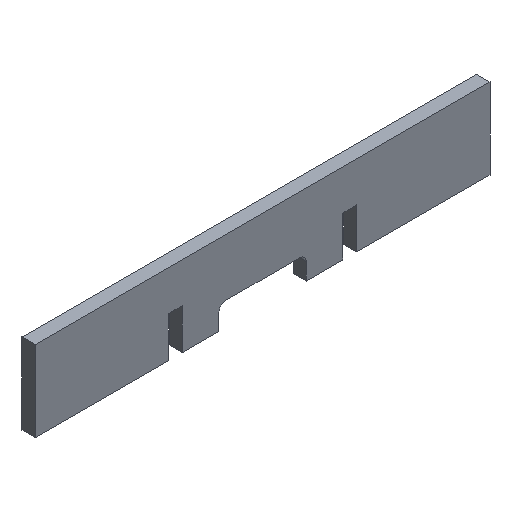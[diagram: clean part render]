
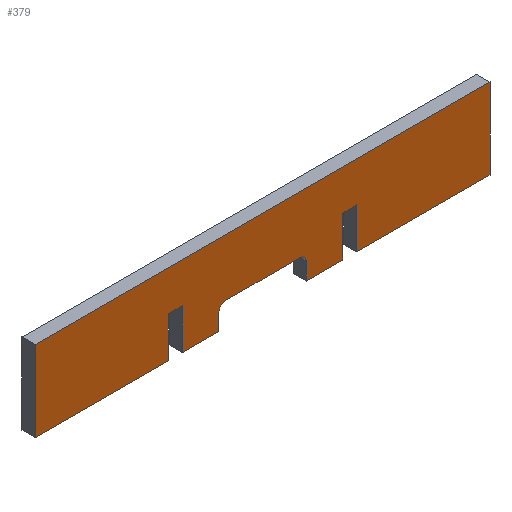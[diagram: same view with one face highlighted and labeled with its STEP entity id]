
A CAD part, isometric view. The second image highlights one B-rep face of the part: STEP entity #379.
In plain terms, the highlighted planar face has unit normal (0, -1, 0).
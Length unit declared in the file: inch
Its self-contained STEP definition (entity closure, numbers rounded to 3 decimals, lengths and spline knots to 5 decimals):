
#19=CIRCLE('',#422,0.25);
#20=CIRCLE('',#423,0.25);
#23=FACE_OUTER_BOUND('',#43,.T.);
#43=EDGE_LOOP('',(#273,#274,#275,#276,#277,#278,#279,#280,#281,#282,#283,
#284,#285,#286,#287,#288,#289,#290));
#62=LINE('',#547,#112);
#80=LINE('',#588,#130);
#81=LINE('',#590,#131);
#82=LINE('',#592,#132);
#83=LINE('',#594,#133);
#84=LINE('',#596,#134);
#85=LINE('',#598,#135);
#86=LINE('',#600,#136);
#87=LINE('',#602,#137);
#88=LINE('',#604,#138);
#89=LINE('',#606,#139);
#90=LINE('',#608,#140);
#91=LINE('',#610,#141);
#92=LINE('',#611,#142);
#93=LINE('',#613,#143);
#94=LINE('',#617,#144);
#112=VECTOR('',#446,39.37008);
#130=VECTOR('',#472,39.37008);
#131=VECTOR('',#473,39.37008);
#132=VECTOR('',#474,39.37008);
#133=VECTOR('',#475,39.37008);
#134=VECTOR('',#476,39.37008);
#135=VECTOR('',#477,39.37008);
#136=VECTOR('',#478,39.37008);
#137=VECTOR('',#479,39.37008);
#138=VECTOR('',#480,39.37008);
#139=VECTOR('',#481,39.37008);
#140=VECTOR('',#482,39.37008);
#141=VECTOR('',#483,39.37008);
#142=VECTOR('',#484,39.37008);
#143=VECTOR('',#485,39.37008);
#144=VECTOR('',#488,39.37008);
#161=VERTEX_POINT('',#543);
#163=VERTEX_POINT('',#546);
#181=VERTEX_POINT('',#586);
#182=VERTEX_POINT('',#587);
#183=VERTEX_POINT('',#589);
#184=VERTEX_POINT('',#591);
#185=VERTEX_POINT('',#593);
#186=VERTEX_POINT('',#595);
#187=VERTEX_POINT('',#597);
#188=VERTEX_POINT('',#599);
#189=VERTEX_POINT('',#601);
#190=VERTEX_POINT('',#603);
#191=VERTEX_POINT('',#605);
#192=VERTEX_POINT('',#607);
#193=VERTEX_POINT('',#609);
#194=VERTEX_POINT('',#612);
#195=VERTEX_POINT('',#614);
#196=VERTEX_POINT('',#616);
#198=EDGE_CURVE('',#161,#163,#62,.T.);
#218=EDGE_CURVE('',#181,#182,#80,.T.);
#219=EDGE_CURVE('',#183,#181,#81,.T.);
#220=EDGE_CURVE('',#183,#184,#82,.T.);
#221=EDGE_CURVE('',#184,#185,#83,.T.);
#222=EDGE_CURVE('',#185,#186,#84,.T.);
#223=EDGE_CURVE('',#187,#186,#85,.T.);
#224=EDGE_CURVE('',#187,#188,#86,.T.);
#225=EDGE_CURVE('',#188,#189,#87,.T.);
#226=EDGE_CURVE('',#189,#190,#88,.T.);
#227=EDGE_CURVE('',#191,#190,#89,.T.);
#228=EDGE_CURVE('',#191,#192,#90,.T.);
#229=EDGE_CURVE('',#192,#193,#91,.T.);
#230=EDGE_CURVE('',#193,#163,#92,.T.);
#231=EDGE_CURVE('',#161,#194,#93,.T.);
#232=EDGE_CURVE('',#194,#195,#19,.T.);
#233=EDGE_CURVE('',#195,#196,#94,.T.);
#234=EDGE_CURVE('',#196,#182,#20,.T.);
#273=ORIENTED_EDGE('',*,*,#218,.F.);
#274=ORIENTED_EDGE('',*,*,#219,.F.);
#275=ORIENTED_EDGE('',*,*,#220,.T.);
#276=ORIENTED_EDGE('',*,*,#221,.T.);
#277=ORIENTED_EDGE('',*,*,#222,.T.);
#278=ORIENTED_EDGE('',*,*,#223,.F.);
#279=ORIENTED_EDGE('',*,*,#224,.T.);
#280=ORIENTED_EDGE('',*,*,#225,.T.);
#281=ORIENTED_EDGE('',*,*,#226,.T.);
#282=ORIENTED_EDGE('',*,*,#227,.F.);
#283=ORIENTED_EDGE('',*,*,#228,.T.);
#284=ORIENTED_EDGE('',*,*,#229,.T.);
#285=ORIENTED_EDGE('',*,*,#230,.T.);
#286=ORIENTED_EDGE('',*,*,#198,.F.);
#287=ORIENTED_EDGE('',*,*,#231,.T.);
#288=ORIENTED_EDGE('',*,*,#232,.T.);
#289=ORIENTED_EDGE('',*,*,#233,.T.);
#290=ORIENTED_EDGE('',*,*,#234,.T.);
#361=PLANE('',#421);
#379=ADVANCED_FACE('',(#23),#361,.F.);
#421=AXIS2_PLACEMENT_3D('',#585,#470,#471);
#422=AXIS2_PLACEMENT_3D('',#615,#486,#487);
#423=AXIS2_PLACEMENT_3D('',#618,#489,#490);
#446=DIRECTION('',(-1.,0.,0.));
#470=DIRECTION('center_axis',(0.,1.,0.));
#471=DIRECTION('ref_axis',(0.,0.,1.));
#472=DIRECTION('',(0.,0.,1.));
#473=DIRECTION('',(-1.,0.,0.));
#474=DIRECTION('',(0.,0.,1.));
#475=DIRECTION('',(1.,0.,0.));
#476=DIRECTION('',(0.,0.,-1.));
#477=DIRECTION('',(-1.,0.,0.));
#478=DIRECTION('',(0.,0.,1.));
#479=DIRECTION('',(-1.,0.,0.));
#480=DIRECTION('',(0.,0.,-1.));
#481=DIRECTION('',(-1.,0.,0.));
#482=DIRECTION('',(0.,0.,1.));
#483=DIRECTION('',(1.,0.,0.));
#484=DIRECTION('',(0.,0.,-1.));
#485=DIRECTION('',(0.,0.,1.));
#486=DIRECTION('center_axis',(0.,1.,0.));
#487=DIRECTION('ref_axis',(0.,0.,1.));
#488=DIRECTION('',(1.,0.,0.));
#489=DIRECTION('center_axis',(0.,1.,0.));
#490=DIRECTION('ref_axis',(0.,0.,1.));
#543=CARTESIAN_POINT('',(-1.625,33.13,0.));
#546=CARTESIAN_POINT('',(-2.985,33.13,0.));
#547=CARTESIAN_POINT('',(174.16488,33.13,0.));
#585=CARTESIAN_POINT('Origin',(174.16488,33.13,1.5));
#586=CARTESIAN_POINT('',(1.625,33.13,0.));
#587=CARTESIAN_POINT('',(1.625,33.13,0.625));
#588=CARTESIAN_POINT('',(1.625,33.13,1.5));
#589=CARTESIAN_POINT('',(2.985,33.13,0.));
#590=CARTESIAN_POINT('',(174.16488,33.13,0.));
#591=CARTESIAN_POINT('',(2.985,33.13,1.515));
#592=CARTESIAN_POINT('',(2.985,33.13,1.5));
#593=CARTESIAN_POINT('',(3.505,33.13,1.515));
#594=CARTESIAN_POINT('',(0.,33.13,1.515));
#595=CARTESIAN_POINT('',(3.505,33.13,0.));
#596=CARTESIAN_POINT('',(3.505,33.13,1.5));
#597=CARTESIAN_POINT('',(8.46875,33.13,0.));
#598=CARTESIAN_POINT('',(174.16488,33.13,0.));
#599=CARTESIAN_POINT('',(8.46875,33.13,3.));
#600=CARTESIAN_POINT('',(8.46875,33.13,1.5));
#601=CARTESIAN_POINT('',(-8.46875,33.13,3.));
#602=CARTESIAN_POINT('',(174.16488,33.13,3.));
#603=CARTESIAN_POINT('',(-8.46875,33.13,0.));
#604=CARTESIAN_POINT('',(-8.46875,33.13,1.5));
#605=CARTESIAN_POINT('',(-3.505,33.13,0.));
#606=CARTESIAN_POINT('',(174.16488,33.13,0.));
#607=CARTESIAN_POINT('',(-3.505,33.13,1.515));
#608=CARTESIAN_POINT('',(-3.505,33.13,1.5));
#609=CARTESIAN_POINT('',(-2.985,33.13,1.515));
#610=CARTESIAN_POINT('',(0.,33.13,1.515));
#611=CARTESIAN_POINT('',(-2.985,33.13,1.5));
#612=CARTESIAN_POINT('',(-1.625,33.13,0.625));
#613=CARTESIAN_POINT('',(-1.625,33.13,1.5));
#614=CARTESIAN_POINT('',(-1.375,33.13,0.875));
#615=CARTESIAN_POINT('Origin',(-1.375,33.13,0.625));
#616=CARTESIAN_POINT('',(1.375,33.13,0.875));
#617=CARTESIAN_POINT('',(174.16488,33.13,0.875));
#618=CARTESIAN_POINT('Origin',(1.375,33.13,0.625));
